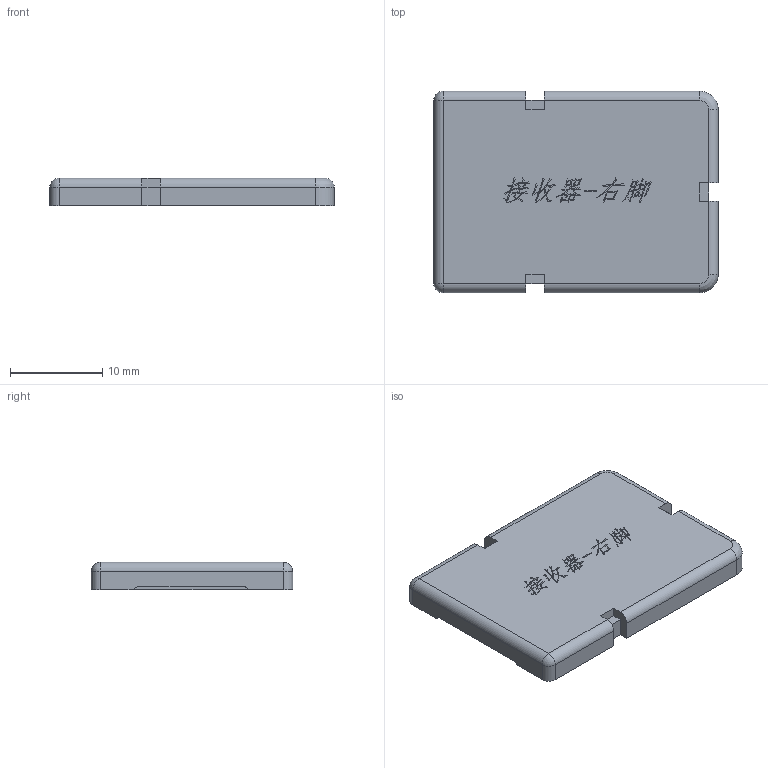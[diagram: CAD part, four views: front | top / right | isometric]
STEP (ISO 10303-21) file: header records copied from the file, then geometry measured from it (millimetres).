
FILE_DESCRIPTION(/* description */ (''),/* implementation_level */ '2;1');
FILE_NAME(/* name */ '接收器_盖_右.step',/* time_stamp */ '2022-07-04T20:33:31+08:00',/* author */ (''),/* organization */ (''),/* preprocessor_version */ 'ST-DEVELOPER v19',/* originating_system */ 'Autodesk Translation Framework v11.7.0.108',/* authorisation */ '');
FILE_SCHEMA (('AUTOMOTIVE_DESIGN { 1 0 10303 214 3 1 1 }'));
Length unit declared in the file: millimetre
Products named in the file (1): Fusion 零部件
Bounding box: 30.89 x 21.88 x 3 mm (x, y, z)
Volume: 1128.6 mm3; surface area: 1823.5 mm2
Topology: 1 solids, 1 shells, 417 faces, 1173 edges, 778 vertices
Faces by surface type: plane 246, bspline 156, cylinder 13, sphere 2
Entity records: 14767 total; most frequent: CARTESIAN_POINT 5003, ORIENTED_EDGE 2346, DIRECTION 1417, EDGE_CURVE 1173, LINE 837, VECTOR 837, VERTEX_POINT 778, EDGE_LOOP 437
